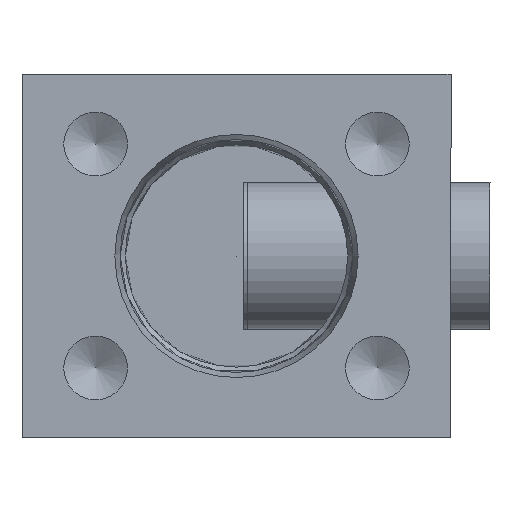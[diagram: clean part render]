
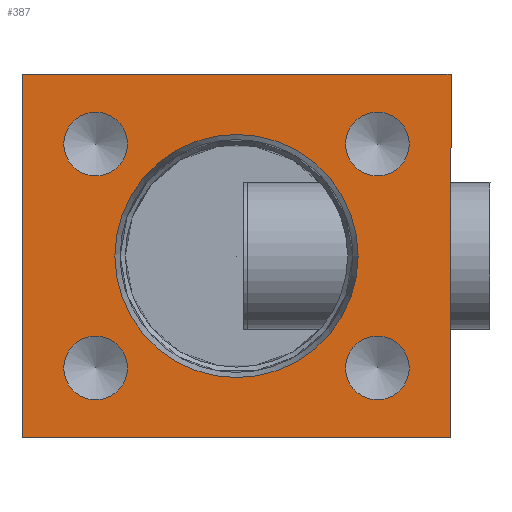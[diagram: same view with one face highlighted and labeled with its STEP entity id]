
A CAD part, left-side view. The second image highlights one B-rep face of the part: STEP entity #387.
In plain terms, the highlighted planar face has unit normal (-1, 0, 0).
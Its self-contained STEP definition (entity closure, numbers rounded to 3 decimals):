
#180=CARTESIAN_POINT('',(-1007.344,-3136.832,-94.533));
#181=VERTEX_POINT('',#180);
#196=CARTESIAN_POINT('',(-1007.344,-3136.851,93.891));
#197=VERTEX_POINT('',#196);
#204=CARTESIAN_POINT('',(-1007.344,-3136.851,93.891));
#205=DIRECTION('',(-0.,0.,-1.));
#206=VECTOR('',#205,188.425);
#207=LINE('',#204,#206);
#208=EDGE_CURVE('',#197,#181,#207,.T.);
#249=CARTESIAN_POINT('',(-1007.344,-2914.491,-94.511));
#250=VERTEX_POINT('',#249);
#257=CARTESIAN_POINT('',(-1007.344,-2914.51,93.914));
#258=VERTEX_POINT('',#257);
#259=CARTESIAN_POINT('',(-1007.344,-2914.51,93.914));
#260=DIRECTION('',(-0.,0.,-1.));
#261=VECTOR('',#260,188.425);
#262=LINE('',#259,#261);
#263=EDGE_CURVE('',#258,#250,#262,.T.);
#275=CARTESIAN_POINT('',(-1007.344,-3124.952,93.893));
#276=DIRECTION('',(-1.,-0.,0.));
#277=DIRECTION('',(0.,0.,1.));
#278=AXIS2_PLACEMENT_3D('',#275,#276,#277);
#279=PLANE('',#278);
#280=CARTESIAN_POINT('',(-1007.344,-3025.67,62.718));
#281=VERTEX_POINT('',#280);
#282=CARTESIAN_POINT('',(-1007.344,-3025.67,-0.31));
#283=DIRECTION('',(1.,0.,-0.));
#284=DIRECTION('',(0.,0.,1.));
#285=AXIS2_PLACEMENT_3D('',#282,#283,#284);
#286=CIRCLE('',#285,63.028);
#287=EDGE_CURVE('',#281,#281,#286,.T.);
#288=ORIENTED_EDGE('',*,*,#287,.T.);
#289=EDGE_LOOP('',(#288));
#290=FACE_BOUND('',#289,.T.);
#291=CARTESIAN_POINT('',(-1007.344,-3115.204,-58.353));
#292=VERTEX_POINT('',#291);
#293=CARTESIAN_POINT('',(-1007.344,-3098.699,-41.843));
#294=VERTEX_POINT('',#293);
#295=CARTESIAN_POINT('',(-1007.344,-3098.695,-58.351));
#296=DIRECTION('',(1.,0.,-0.));
#297=DIRECTION('',(0.,-1.,0.));
#298=AXIS2_PLACEMENT_3D('',#295,#296,#297);
#299=CIRCLE('',#298,16.508);
#300=EDGE_CURVE('',#292,#294,#299,.T.);
#301=ORIENTED_EDGE('',*,*,#300,.T.);
#302=CARTESIAN_POINT('',(-1007.344,-3098.695,-58.351));
#303=DIRECTION('',(1.,0.,-0.));
#304=DIRECTION('',(0.,-1.,0.));
#305=AXIS2_PLACEMENT_3D('',#302,#303,#304);
#306=CIRCLE('',#305,16.508);
#307=EDGE_CURVE('',#294,#292,#306,.T.);
#308=ORIENTED_EDGE('',*,*,#307,.T.);
#309=EDGE_LOOP('',(#301,#308));
#310=FACE_BOUND('',#309,.T.);
#311=CARTESIAN_POINT('',(-1007.344,-2936.136,57.733));
#312=VERTEX_POINT('',#311);
#313=CARTESIAN_POINT('',(-1007.344,-2952.64,41.223));
#314=VERTEX_POINT('',#313);
#315=CARTESIAN_POINT('',(-1007.344,-2952.644,57.732));
#316=DIRECTION('',(1.,0.,-0.));
#317=DIRECTION('',(0.,1.,0.));
#318=AXIS2_PLACEMENT_3D('',#315,#316,#317);
#319=CIRCLE('',#318,16.508);
#320=EDGE_CURVE('',#312,#314,#319,.T.);
#321=ORIENTED_EDGE('',*,*,#320,.T.);
#322=CARTESIAN_POINT('',(-1007.344,-2952.644,57.732));
#323=DIRECTION('',(1.,0.,-0.));
#324=DIRECTION('',(0.,1.,0.));
#325=AXIS2_PLACEMENT_3D('',#322,#323,#324);
#326=CIRCLE('',#325,16.508);
#327=EDGE_CURVE('',#314,#312,#326,.T.);
#328=ORIENTED_EDGE('',*,*,#327,.T.);
#329=EDGE_LOOP('',(#321,#328));
#330=FACE_BOUND('',#329,.T.);
#331=CARTESIAN_POINT('',(-1007.344,-3098.707,41.209));
#332=VERTEX_POINT('',#331);
#333=CARTESIAN_POINT('',(-1007.344,-3115.215,57.715));
#334=VERTEX_POINT('',#333);
#335=CARTESIAN_POINT('',(-1007.344,-3098.707,57.717));
#336=DIRECTION('',(-1.,-0.,0.));
#337=DIRECTION('',(0.,-1.,0.));
#338=AXIS2_PLACEMENT_3D('',#335,#336,#337);
#339=CIRCLE('',#338,16.508);
#340=EDGE_CURVE('',#332,#334,#339,.T.);
#341=ORIENTED_EDGE('',*,*,#340,.F.);
#342=CARTESIAN_POINT('',(-1007.344,-3098.707,57.717));
#343=DIRECTION('',(-1.,-0.,0.));
#344=DIRECTION('',(0.,-1.,0.));
#345=AXIS2_PLACEMENT_3D('',#342,#343,#344);
#346=CIRCLE('',#345,16.508);
#347=EDGE_CURVE('',#334,#332,#346,.T.);
#348=ORIENTED_EDGE('',*,*,#347,.F.);
#349=EDGE_LOOP('',(#341,#348));
#350=FACE_BOUND('',#349,.T.);
#351=CARTESIAN_POINT('',(-1007.344,-2952.632,-41.828));
#352=VERTEX_POINT('',#351);
#353=CARTESIAN_POINT('',(-1007.344,-2936.124,-58.335));
#354=VERTEX_POINT('',#353);
#355=CARTESIAN_POINT('',(-1007.344,-2952.632,-58.336));
#356=DIRECTION('',(-1.,-0.,0.));
#357=DIRECTION('',(0.,1.,0.));
#358=AXIS2_PLACEMENT_3D('',#355,#356,#357);
#359=CIRCLE('',#358,16.508);
#360=EDGE_CURVE('',#352,#354,#359,.T.);
#361=ORIENTED_EDGE('',*,*,#360,.F.);
#362=CARTESIAN_POINT('',(-1007.344,-2952.632,-58.336));
#363=DIRECTION('',(-1.,-0.,0.));
#364=DIRECTION('',(0.,1.,0.));
#365=AXIS2_PLACEMENT_3D('',#362,#363,#364);
#366=CIRCLE('',#365,16.508);
#367=EDGE_CURVE('',#354,#352,#366,.T.);
#368=ORIENTED_EDGE('',*,*,#367,.F.);
#369=EDGE_LOOP('',(#361,#368));
#370=FACE_BOUND('',#369,.T.);
#371=CARTESIAN_POINT('',(-1007.344,-3136.832,-94.533));
#372=DIRECTION('',(-0.,1.,0.));
#373=VECTOR('',#372,222.341);
#374=LINE('',#371,#373);
#375=EDGE_CURVE('',#181,#250,#374,.T.);
#376=ORIENTED_EDGE('',*,*,#375,.F.);
#377=ORIENTED_EDGE('',*,*,#208,.F.);
#378=CARTESIAN_POINT('',(-1007.344,-3136.851,93.891));
#379=DIRECTION('',(-0.,1.,0.));
#380=VECTOR('',#379,222.341);
#381=LINE('',#378,#380);
#382=EDGE_CURVE('',#197,#258,#381,.T.);
#383=ORIENTED_EDGE('',*,*,#382,.T.);
#384=ORIENTED_EDGE('',*,*,#263,.T.);
#385=EDGE_LOOP('',(#376,#377,#383,#384));
#386=FACE_BOUND('',#385,.T.);
#387=ADVANCED_FACE('',(#290,#310,#330,#350,#370,#386),#279,.T.);
